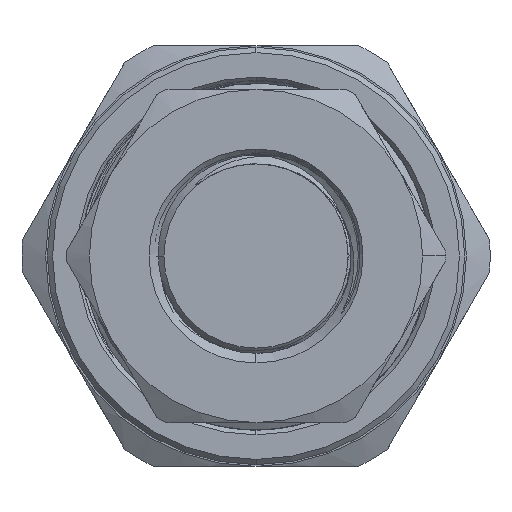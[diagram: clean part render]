
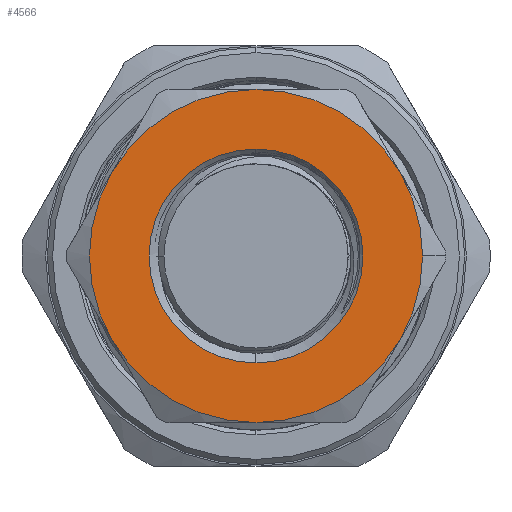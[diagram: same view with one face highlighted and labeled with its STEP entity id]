
A CAD part, left-side view. The second image highlights one B-rep face of the part: STEP entity #4566.
In plain terms, the highlighted planar face has unit normal (-1, 0, 0).
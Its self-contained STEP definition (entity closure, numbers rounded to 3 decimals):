
#39 = CARTESIAN_POINT ( 'NONE',  ( -44.9, 0., 0. ) ) ;
#382 = CARTESIAN_POINT ( 'NONE',  ( -44.9, 0., 0. ) ) ;
#422 = ORIENTED_EDGE ( 'NONE', *, *, #8355, .F. ) ;
#509 = EDGE_CURVE ( 'NONE', #12343, #936, #4686, .T. ) ;
#670 = AXIS2_PLACEMENT_3D ( 'NONE', #39, #11539, #4252 ) ;
#785 = VERTEX_POINT ( 'NONE', #6036 ) ;
#889 = EDGE_CURVE ( 'NONE', #11503, #12161, #6005, .T. ) ;
#936 = VERTEX_POINT ( 'NONE', #2881 ) ;
#1094 = AXIS2_PLACEMENT_3D ( 'NONE', #382, #2462, #13034 ) ;
#1119 = AXIS2_PLACEMENT_3D ( 'NONE', #5868, #12077, #9018 ) ;
#1173 = AXIS2_PLACEMENT_3D ( 'NONE', #12337, #6030, #13458 ) ;
#1397 = DIRECTION ( 'NONE',  ( 1., 0., 0. ) ) ;
#1555 = EDGE_CURVE ( 'NONE', #936, #2575, #6166, .T. ) ;
#1941 = ORIENTED_EDGE ( 'NONE', *, *, #10241, .F. ) ;
#1977 = CARTESIAN_POINT ( 'NONE',  ( -44.9, 10.97, 0. ) ) ;
#2016 = CARTESIAN_POINT ( 'NONE',  ( -44.9, 0., -6.1 ) ) ;
#2039 = CARTESIAN_POINT ( 'NONE',  ( -44.9, 0., 0. ) ) ;
#2112 = EDGE_LOOP ( 'NONE', ( #9436, #8623 ) ) ;
#2462 = DIRECTION ( 'NONE',  ( 1., 0., 0. ) ) ;
#2575 = VERTEX_POINT ( 'NONE', #4180 ) ;
#2587 = EDGE_LOOP ( 'NONE', ( #9316, #10769, #8099, #422, #13679, #8314, #1941 ) ) ;
#2881 = CARTESIAN_POINT ( 'NONE',  ( -44.9, -8.227, 4.75 ) ) ;
#3500 = CARTESIAN_POINT ( 'NONE',  ( -44.9, 0., 0. ) ) ;
#3594 = DIRECTION ( 'NONE',  ( 1., 0., 0. ) ) ;
#3607 = CIRCLE ( 'NONE', #1119, 6.1 ) ;
#3697 = EDGE_CURVE ( 'NONE', #785, #7945, #5752, .T. ) ;
#3771 = AXIS2_PLACEMENT_3D ( 'NONE', #2039, #9441, #4098 ) ;
#4098 = DIRECTION ( 'NONE',  ( 0., -1., 0. ) ) ;
#4180 = CARTESIAN_POINT ( 'NONE',  ( -44.9, -9.5, 0. ) ) ;
#4252 = DIRECTION ( 'NONE',  ( 0., -1., 0. ) ) ;
#4425 = VERTEX_POINT ( 'NONE', #9285 ) ;
#4491 = CIRCLE ( 'NONE', #1173, 9.5 ) ;
#4566 = ADVANCED_FACE ( 'NONE', ( #11696, #10072 ), #12425, .T. ) ;
#4686 = CIRCLE ( 'NONE', #8317, 9.5 ) ;
#4835 = DIRECTION ( 'NONE',  ( 0., -1., 0. ) ) ;
#5321 = AXIS2_PLACEMENT_3D ( 'NONE', #1977, #13638, #7281 ) ;
#5752 = CIRCLE ( 'NONE', #10807, 9.5 ) ;
#5868 = CARTESIAN_POINT ( 'NONE',  ( -44.9, 0., 0. ) ) ;
#5875 = CARTESIAN_POINT ( 'NONE',  ( -44.9, 0., 0. ) ) ;
#5992 = AXIS2_PLACEMENT_3D ( 'NONE', #5875, #8071, #4835 ) ;
#6005 = CIRCLE ( 'NONE', #9293, 6.1 ) ;
#6030 = DIRECTION ( 'NONE',  ( 1., 0., 0. ) ) ;
#6036 = CARTESIAN_POINT ( 'NONE',  ( -44.9, 0., -9.5 ) ) ;
#6166 = CIRCLE ( 'NONE', #5992, 9.5 ) ;
#7154 = CARTESIAN_POINT ( 'NONE',  ( -44.9, 0., 0. ) ) ;
#7281 = DIRECTION ( 'NONE',  ( 0., 1., 0. ) ) ;
#7302 = CARTESIAN_POINT ( 'NONE',  ( -44.9, 8.227, -4.75 ) ) ;
#7370 = CIRCLE ( 'NONE', #1094, 9.5 ) ;
#7420 = CARTESIAN_POINT ( 'NONE',  ( -44.9, 0., 9.5 ) ) ;
#7924 = EDGE_CURVE ( 'NONE', #9502, #785, #10421, .T. ) ;
#7945 = VERTEX_POINT ( 'NONE', #7302 ) ;
#8071 = DIRECTION ( 'NONE',  ( 1., 0., 0. ) ) ;
#8099 = ORIENTED_EDGE ( 'NONE', *, *, #7924, .F. ) ;
#8222 = DIRECTION ( 'NONE',  ( 1., 0., 0. ) ) ;
#8314 = ORIENTED_EDGE ( 'NONE', *, *, #509, .F. ) ;
#8317 = AXIS2_PLACEMENT_3D ( 'NONE', #9823, #1397, #9773 ) ;
#8355 = EDGE_CURVE ( 'NONE', #2575, #9502, #4491, .T. ) ;
#8375 = EDGE_CURVE ( 'NONE', #7945, #4425, #11752, .T. ) ;
#8623 = ORIENTED_EDGE ( 'NONE', *, *, #889, .T. ) ;
#8697 = CARTESIAN_POINT ( 'NONE',  ( -44.9, -8.227, -4.75 ) ) ;
#9018 = DIRECTION ( 'NONE',  ( 0., 0., 1. ) ) ;
#9285 = CARTESIAN_POINT ( 'NONE',  ( -44.9, 8.227, 4.75 ) ) ;
#9293 = AXIS2_PLACEMENT_3D ( 'NONE', #7154, #8222, #13550 ) ;
#9316 = ORIENTED_EDGE ( 'NONE', *, *, #8375, .F. ) ;
#9436 = ORIENTED_EDGE ( 'NONE', *, *, #11636, .T. ) ;
#9441 = DIRECTION ( 'NONE',  ( 1., 0., 0. ) ) ;
#9502 = VERTEX_POINT ( 'NONE', #8697 ) ;
#9773 = DIRECTION ( 'NONE',  ( 0., -1., 0. ) ) ;
#9823 = CARTESIAN_POINT ( 'NONE',  ( -44.9, 0., 0. ) ) ;
#10072 = FACE_OUTER_BOUND ( 'NONE', #2587, .T. ) ;
#10241 = EDGE_CURVE ( 'NONE', #4425, #12343, #7370, .T. ) ;
#10421 = CIRCLE ( 'NONE', #3771, 9.5 ) ;
#10769 = ORIENTED_EDGE ( 'NONE', *, *, #3697, .F. ) ;
#10807 = AXIS2_PLACEMENT_3D ( 'NONE', #3500, #3594, #11883 ) ;
#11503 = VERTEX_POINT ( 'NONE', #12913 ) ;
#11539 = DIRECTION ( 'NONE',  ( 1., 0., 0. ) ) ;
#11636 = EDGE_CURVE ( 'NONE', #12161, #11503, #3607, .T. ) ;
#11696 = FACE_BOUND ( 'NONE', #2112, .T. ) ;
#11752 = CIRCLE ( 'NONE', #670, 9.5 ) ;
#11883 = DIRECTION ( 'NONE',  ( 0., -1., 0. ) ) ;
#12077 = DIRECTION ( 'NONE',  ( 1., 0., 0. ) ) ;
#12161 = VERTEX_POINT ( 'NONE', #2016 ) ;
#12337 = CARTESIAN_POINT ( 'NONE',  ( -44.9, 0., 0. ) ) ;
#12343 = VERTEX_POINT ( 'NONE', #7420 ) ;
#12425 = PLANE ( 'NONE',  #5321 ) ;
#12913 = CARTESIAN_POINT ( 'NONE',  ( -44.9, 0., 6.1 ) ) ;
#13034 = DIRECTION ( 'NONE',  ( 0., -1., 0. ) ) ;
#13458 = DIRECTION ( 'NONE',  ( 0., -1., 0. ) ) ;
#13550 = DIRECTION ( 'NONE',  ( 0., 0., 1. ) ) ;
#13638 = DIRECTION ( 'NONE',  ( -1., 0., 0. ) ) ;
#13679 = ORIENTED_EDGE ( 'NONE', *, *, #1555, .F. ) ;
